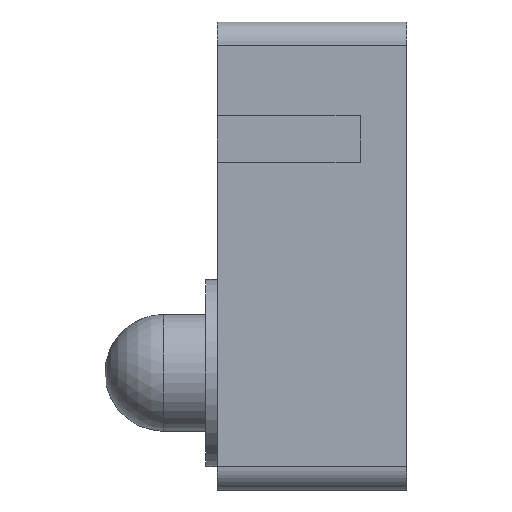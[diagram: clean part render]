
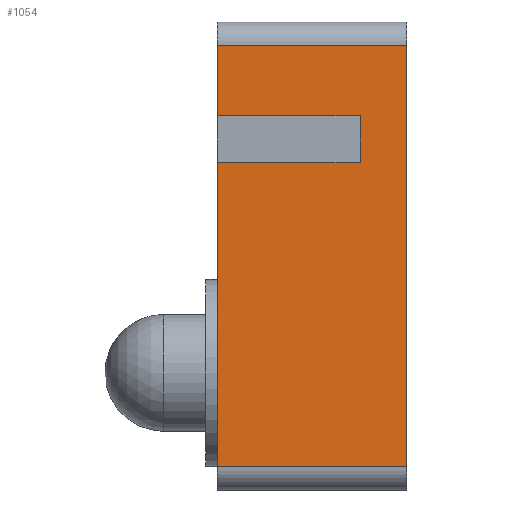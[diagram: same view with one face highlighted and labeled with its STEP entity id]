
A CAD part, left-side view. The second image highlights one B-rep face of the part: STEP entity #1054.
In plain terms, the highlighted planar face has unit normal (-1, 0, 0).
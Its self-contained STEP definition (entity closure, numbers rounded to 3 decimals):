
#136=FACE_OUTER_BOUND('',#200,.T.);
#200=EDGE_LOOP('',(#953,#954,#955,#956,#957,#958,#959,#960));
#269=LINE('',#1634,#381);
#273=LINE('',#1642,#385);
#290=LINE('',#1686,#402);
#295=LINE('',#1695,#407);
#296=LINE('',#1697,#408);
#305=LINE('',#1733,#417);
#308=LINE('',#1744,#420);
#310=LINE('',#1749,#422);
#381=VECTOR('',#1332,10.);
#385=VECTOR('',#1336,10.);
#402=VECTOR('',#1373,10.);
#407=VECTOR('',#1382,10.);
#408=VECTOR('',#1385,10.);
#417=VECTOR('',#1426,10.);
#420=VECTOR('',#1437,10.);
#422=VECTOR('',#1445,10.);
#483=VERTEX_POINT('',#1631);
#484=VERTEX_POINT('',#1633);
#487=VERTEX_POINT('',#1639);
#488=VERTEX_POINT('',#1641);
#504=VERTEX_POINT('',#1683);
#507=VERTEX_POINT('',#1693);
#518=VERTEX_POINT('',#1731);
#522=VERTEX_POINT('',#1742);
#609=EDGE_CURVE('',#483,#484,#269,.T.);
#613=EDGE_CURVE('',#487,#488,#273,.T.);
#635=EDGE_CURVE('',#487,#504,#290,.T.);
#640=EDGE_CURVE('',#507,#484,#295,.T.);
#641=EDGE_CURVE('',#504,#507,#296,.T.);
#658=EDGE_CURVE('',#518,#483,#305,.T.);
#664=EDGE_CURVE('',#522,#518,#308,.T.);
#666=EDGE_CURVE('',#488,#522,#310,.T.);
#953=ORIENTED_EDGE('',*,*,#640,.T.);
#954=ORIENTED_EDGE('',*,*,#609,.F.);
#955=ORIENTED_EDGE('',*,*,#658,.F.);
#956=ORIENTED_EDGE('',*,*,#664,.F.);
#957=ORIENTED_EDGE('',*,*,#666,.F.);
#958=ORIENTED_EDGE('',*,*,#613,.F.);
#959=ORIENTED_EDGE('',*,*,#635,.T.);
#960=ORIENTED_EDGE('',*,*,#641,.T.);
#998=PLANE('',#1159);
#1054=ADVANCED_FACE('',(#136),#998,.T.);
#1159=AXIS2_PLACEMENT_3D('',#1754,#1452,#1453);
#1332=DIRECTION('',(0.,0.,1.));
#1336=DIRECTION('',(0.,0.,1.));
#1373=DIRECTION('',(0.,-1.,0.));
#1382=DIRECTION('',(0.,1.,0.));
#1385=DIRECTION('',(0.,0.,-1.));
#1426=DIRECTION('',(0.,1.,0.));
#1437=DIRECTION('',(0.,0.,-1.));
#1445=DIRECTION('',(0.,-1.,0.));
#1452=DIRECTION('center_axis',(-1.,0.,0.));
#1453=DIRECTION('ref_axis',(0.,0.,1.));
#1631=CARTESIAN_POINT('',(-28.,8.1,-9.));
#1633=CARTESIAN_POINT('',(-28.,8.1,4.));
#1634=CARTESIAN_POINT('',(-28.,8.1,10.));
#1639=CARTESIAN_POINT('',(-28.,8.1,6.));
#1641=CARTESIAN_POINT('',(-28.,8.1,9.));
#1642=CARTESIAN_POINT('',(-28.,8.1,10.));
#1683=CARTESIAN_POINT('',(-28.,2.,6.));
#1686=CARTESIAN_POINT('',(-28.,4.05,6.));
#1693=CARTESIAN_POINT('',(-28.,2.,4.));
#1695=CARTESIAN_POINT('',(-28.,4.05,4.));
#1697=CARTESIAN_POINT('',(-28.,2.,-2.5));
#1731=CARTESIAN_POINT('',(-28.,0.,-9.));
#1733=CARTESIAN_POINT('',(-28.,0.,-9.));
#1742=CARTESIAN_POINT('',(-28.,0.,9.));
#1744=CARTESIAN_POINT('',(-28.,0.,10.));
#1749=CARTESIAN_POINT('',(-28.,0.,9.));
#1754=CARTESIAN_POINT('Origin',(-28.,0.,-10.));
